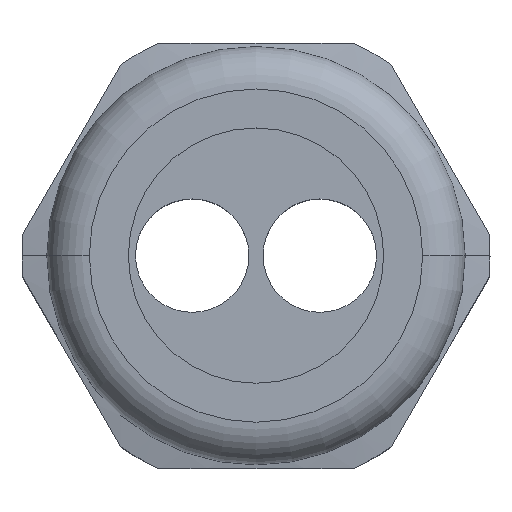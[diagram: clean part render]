
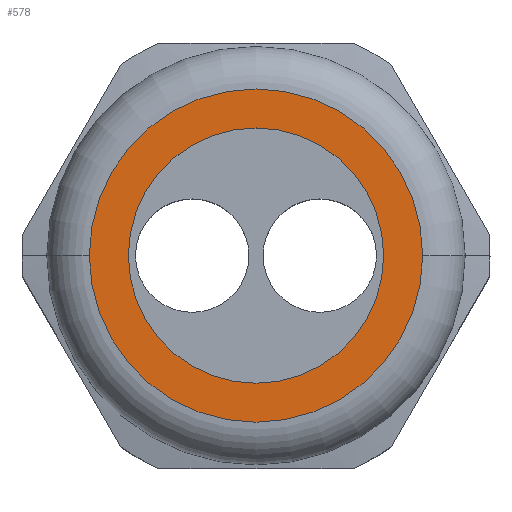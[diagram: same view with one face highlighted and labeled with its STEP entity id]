
A CAD part, top view. The second image highlights one B-rep face of the part: STEP entity #578.
In plain terms, the highlighted planar face has unit normal (0, 0, 1).
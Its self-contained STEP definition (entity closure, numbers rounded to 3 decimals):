
#26 = AXIS2_PLACEMENT_3D ( 'NONE', #1244, #1248, #1249 ) ;
#27 = AXIS2_PLACEMENT_3D ( 'NONE', #1253, #1254, #1255 ) ;
#101 = CIRCLE ( 'NONE', #27, 9. ) ;
#103 = CIRCLE ( 'NONE', #26, 11.75 ) ;
#150 = CIRCLE ( 'NONE', #433, 9. ) ;
#151 = CIRCLE ( 'NONE', #435, 11.75 ) ;
#227 = EDGE_CURVE ( 'NONE', #839, #838, #151, .T. ) ;
#228 = EDGE_CURVE ( 'NONE', #846, #861, #150, .T. ) ;
#312 = AXIS2_PLACEMENT_3D ( 'NONE', #1125, #1126, #1127 ) ;
#315 = FACE_OUTER_BOUND ( 'NONE', #933, .T. ) ;
#322 = FACE_BOUND ( 'NONE', #932, .T. ) ;
#433 = AXIS2_PLACEMENT_3D ( 'NONE', #1524, #1525, #1526 ) ;
#435 = AXIS2_PLACEMENT_3D ( 'NONE', #1521, #1522, #1523 ) ;
#578 = ADVANCED_FACE ( 'NONE', ( #322, #315 ), #1124, .T. ) ;
#618 = EDGE_CURVE ( 'NONE', #838, #839, #103, .T. ) ;
#620 = EDGE_CURVE ( 'NONE', #861, #846, #101, .T. ) ;
#704 = CARTESIAN_POINT ( 'NONE',  ( 11.75, 0., 32. ) ) ;
#705 = CARTESIAN_POINT ( 'NONE',  ( -11.75, 0., 32. ) ) ;
#712 = CARTESIAN_POINT ( 'NONE',  ( 9., 0., 32. ) ) ;
#727 = CARTESIAN_POINT ( 'NONE',  ( -9., 0., 32. ) ) ;
#838 = VERTEX_POINT ( 'NONE', #704 ) ;
#839 = VERTEX_POINT ( 'NONE', #705 ) ;
#846 = VERTEX_POINT ( 'NONE', #712 ) ;
#861 = VERTEX_POINT ( 'NONE', #727 ) ;
#932 = EDGE_LOOP ( 'NONE', ( #1396, #1398 ) ) ;
#933 = EDGE_LOOP ( 'NONE', ( #1395, #1399 ) ) ;
#1124 = PLANE ( 'NONE',  #312 ) ;
#1125 = CARTESIAN_POINT ( 'NONE',  ( 0., 0., 32. ) ) ;
#1126 = DIRECTION ( 'NONE',  ( 0., 0., 1. ) ) ;
#1127 = DIRECTION ( 'NONE',  ( 1., 0., 0. ) ) ;
#1244 = CARTESIAN_POINT ( 'NONE',  ( 0., 0., 32. ) ) ;
#1248 = DIRECTION ( 'NONE',  ( 0., 0., 1. ) ) ;
#1249 = DIRECTION ( 'NONE',  ( 1., 0., 0. ) ) ;
#1253 = CARTESIAN_POINT ( 'NONE',  ( 0., 0., 32. ) ) ;
#1254 = DIRECTION ( 'NONE',  ( 0., 0., 1. ) ) ;
#1255 = DIRECTION ( 'NONE',  ( 1., 0., 0. ) ) ;
#1395 = ORIENTED_EDGE ( 'NONE', *, *, #618, .T. ) ;
#1396 = ORIENTED_EDGE ( 'NONE', *, *, #228, .F. ) ;
#1398 = ORIENTED_EDGE ( 'NONE', *, *, #620, .F. ) ;
#1399 = ORIENTED_EDGE ( 'NONE', *, *, #227, .T. ) ;
#1521 = CARTESIAN_POINT ( 'NONE',  ( 0., 0., 32. ) ) ;
#1522 = DIRECTION ( 'NONE',  ( 0., 0., 1. ) ) ;
#1523 = DIRECTION ( 'NONE',  ( 1., 0., 0. ) ) ;
#1524 = CARTESIAN_POINT ( 'NONE',  ( 0., 0., 32. ) ) ;
#1525 = DIRECTION ( 'NONE',  ( 0., 0., 1. ) ) ;
#1526 = DIRECTION ( 'NONE',  ( 1., 0., 0. ) ) ;
